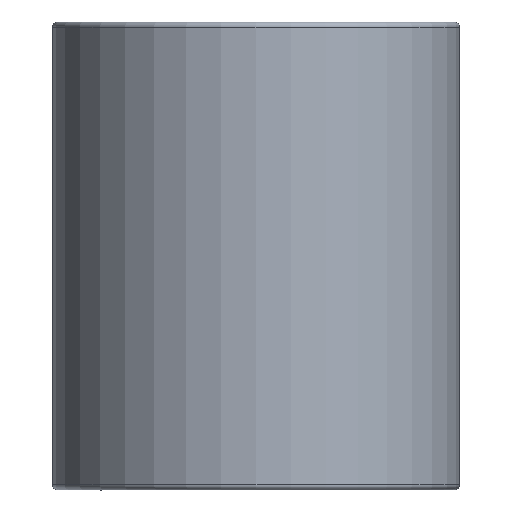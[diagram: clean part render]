
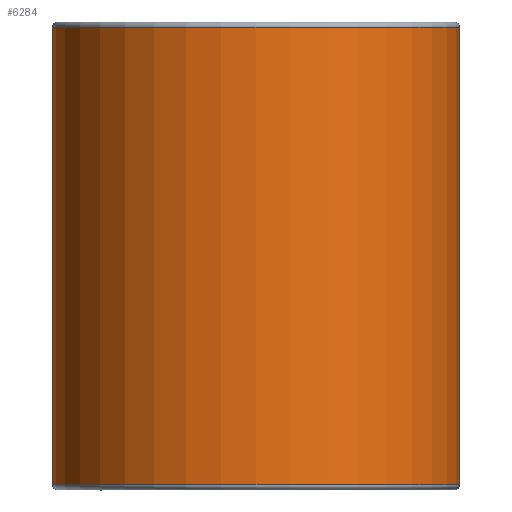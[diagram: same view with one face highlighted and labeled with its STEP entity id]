
A CAD part, front view. The second image highlights one B-rep face of the part: STEP entity #6284.
In plain terms, the highlighted cylindrical face has radius 15.24 mm (diameter 30.48 mm), a partial arc.
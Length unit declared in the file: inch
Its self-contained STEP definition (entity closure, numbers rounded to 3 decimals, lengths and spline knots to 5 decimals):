
#167 = VERTEX_POINT ( 'NONE', #3789 ) ;
#210 = DIRECTION ( 'NONE',  ( -1., 0., 0. ) ) ;
#546 = VECTOR ( 'NONE', #7172, 39.37008 ) ;
#651 = VECTOR ( 'NONE', #3908, 39.37008 ) ;
#833 = EDGE_CURVE ( 'NONE', #7625, #1593, #5039, .T. ) ;
#1179 = ORIENTED_EDGE ( 'NONE', *, *, #833, .T. ) ;
#1272 = AXIS2_PLACEMENT_3D ( 'NONE', #3494, #8018, #210 ) ;
#1381 = CARTESIAN_POINT ( 'NONE',  ( -0.6, 0., 0.69 ) ) ;
#1593 = VERTEX_POINT ( 'NONE', #3835 ) ;
#1845 = ORIENTED_EDGE ( 'NONE', *, *, #6018, .T. ) ;
#2239 = LINE ( 'NONE', #1381, #546 ) ;
#2299 = CARTESIAN_POINT ( 'NONE',  ( 0., 0., -0.675 ) ) ;
#2331 = AXIS2_PLACEMENT_3D ( 'NONE', #7000, #8325, #7099 ) ;
#2387 = DIRECTION ( 'NONE',  ( 0., 0., 1. ) ) ;
#2713 = EDGE_CURVE ( 'NONE', #167, #4601, #4997, .T. ) ;
#2891 = EDGE_CURVE ( 'NONE', #167, #1593, #4773, .T. ) ;
#3075 = CYLINDRICAL_SURFACE ( 'NONE', #1272, 0.6 ) ;
#3459 = AXIS2_PLACEMENT_3D ( 'NONE', #2299, #2387, #6806 ) ;
#3494 = CARTESIAN_POINT ( 'NONE',  ( 0., 0., 0.69 ) ) ;
#3789 = CARTESIAN_POINT ( 'NONE',  ( 0.6, 0., 0.675 ) ) ;
#3835 = CARTESIAN_POINT ( 'NONE',  ( 0.6, 0., -0.675 ) ) ;
#3908 = DIRECTION ( 'NONE',  ( 0., 0., -1. ) ) ;
#3971 = FACE_OUTER_BOUND ( 'NONE', #6812, .T. ) ;
#4408 = CARTESIAN_POINT ( 'NONE',  ( -0.6, 0., -0.675 ) ) ;
#4601 = VERTEX_POINT ( 'NONE', #6413 ) ;
#4773 = LINE ( 'NONE', #5823, #651 ) ;
#4997 = CIRCLE ( 'NONE', #2331, 0.6 ) ;
#5039 = CIRCLE ( 'NONE', #3459, 0.6 ) ;
#5823 = CARTESIAN_POINT ( 'NONE',  ( 0.6, 0., 0.69 ) ) ;
#6018 = EDGE_CURVE ( 'NONE', #4601, #7625, #2239, .T. ) ;
#6043 = ORIENTED_EDGE ( 'NONE', *, *, #2713, .T. ) ;
#6284 = ADVANCED_FACE ( 'NONE', ( #3971 ), #3075, .T. ) ;
#6413 = CARTESIAN_POINT ( 'NONE',  ( -0.6, 0., 0.675 ) ) ;
#6806 = DIRECTION ( 'NONE',  ( 1., 0., 0. ) ) ;
#6812 = EDGE_LOOP ( 'NONE', ( #7798, #6043, #1845, #1179 ) ) ;
#7000 = CARTESIAN_POINT ( 'NONE',  ( 0., 0., 0.675 ) ) ;
#7099 = DIRECTION ( 'NONE',  ( 1., 0., 0. ) ) ;
#7172 = DIRECTION ( 'NONE',  ( 0., 0., -1. ) ) ;
#7625 = VERTEX_POINT ( 'NONE', #4408 ) ;
#7798 = ORIENTED_EDGE ( 'NONE', *, *, #2891, .F. ) ;
#8018 = DIRECTION ( 'NONE',  ( 0., 0., -1. ) ) ;
#8325 = DIRECTION ( 'NONE',  ( 0., 0., -1. ) ) ;
